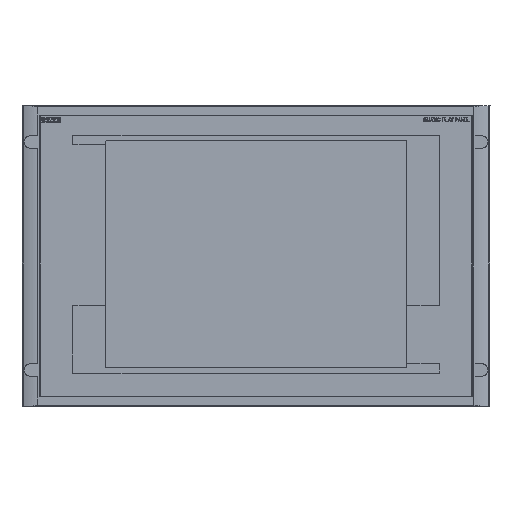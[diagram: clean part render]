
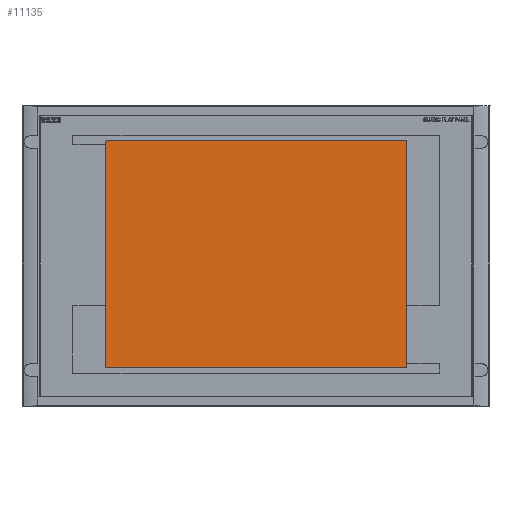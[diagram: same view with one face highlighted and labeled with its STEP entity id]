
A CAD part, top view. The second image highlights one B-rep face of the part: STEP entity #11135.
In plain terms, the highlighted planar face has unit normal (0, 0, 1).
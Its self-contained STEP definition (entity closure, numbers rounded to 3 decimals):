
#8899=PLANE('',#51987);
#11135=ADVANCED_FACE('',(#13368),#8899,.F.);
#13368=FACE_OUTER_BOUND('',#15807,.T.);
#15807=EDGE_LOOP('',(#38979,#38980,#38981,#38982,#38983,#38984,#38985,#38986));
#21513=LINE('',#75703,#27278);
#21520=LINE('',#75727,#27285);
#21530=LINE('',#75828,#27299);
#21531=LINE('',#75837,#27300);
#27278=VECTOR('',#62320,1.);
#27285=VECTOR('',#62329,1.);
#27299=VECTOR('',#62349,1.);
#27300=VECTOR('',#62350,1.);
#38979=ORIENTED_EDGE('',*,*,#49326,.T.);
#38980=ORIENTED_EDGE('',*,*,#49318,.T.);
#38981=ORIENTED_EDGE('',*,*,#49300,.T.);
#38982=ORIENTED_EDGE('',*,*,#49327,.T.);
#38983=ORIENTED_EDGE('',*,*,#49328,.T.);
#38984=ORIENTED_EDGE('',*,*,#49329,.T.);
#38985=ORIENTED_EDGE('',*,*,#49309,.T.);
#38986=ORIENTED_EDGE('',*,*,#49316,.T.);
#43355=VERTEX_POINT('',#75695);
#43359=VERTEX_POINT('',#75702);
#43360=VERTEX_POINT('',#75706);
#43367=VERTEX_POINT('',#75726);
#43373=VERTEX_POINT('',#75747);
#43375=VERTEX_POINT('',#75777);
#43379=VERTEX_POINT('',#75836);
#43380=VERTEX_POINT('',#75838);
#49300=EDGE_CURVE('',#43355,#43359,#21513,.T.);
#49309=EDGE_CURVE('',#43360,#43367,#21520,.T.);
#49316=EDGE_CURVE('',#43367,#43373,#49649,.T.);
#49318=EDGE_CURVE('',#43375,#43355,#49652,.T.);
#49326=EDGE_CURVE('',#43373,#43375,#21530,.T.);
#49327=EDGE_CURVE('',#43359,#43379,#49659,.T.);
#49328=EDGE_CURVE('',#43379,#43380,#21531,.T.);
#49329=EDGE_CURVE('',#43380,#43360,#49660,.T.);
#49649=B_SPLINE_CURVE_WITH_KNOTS('',3,(#75748,#75749,#75750,#75751,#75752,
#75753,#75754),.UNSPECIFIED.,.F.,.F.,(4,1,1,1,4),(0.,0.25,0.5,0.75,1.),
 .UNSPECIFIED.);
#49652=B_SPLINE_CURVE_WITH_KNOTS('',3,(#75770,#75771,#75772,#75773,#75774,
#75775,#75776),.UNSPECIFIED.,.F.,.F.,(4,1,1,1,4),(0.,0.25,0.5,0.75,1.),
 .UNSPECIFIED.);
#49659=B_SPLINE_CURVE_WITH_KNOTS('',3,(#75829,#75830,#75831,#75832,#75833,
#75834,#75835),.UNSPECIFIED.,.F.,.F.,(4,1,1,1,4),(0.,0.25,0.5,0.75,1.),
 .UNSPECIFIED.);
#49660=B_SPLINE_CURVE_WITH_KNOTS('',3,(#75839,#75840,#75841,#75842,#75843,
#75844,#75845),.UNSPECIFIED.,.F.,.F.,(4,1,1,1,4),(0.,0.25,0.5,0.75,1.),
 .UNSPECIFIED.);
#51987=AXIS2_PLACEMENT_3D('',#75846,#62351,#62352);
#62320=DIRECTION('',(1.,0.,0.));
#62329=DIRECTION('',(-1.,0.,0.));
#62349=DIRECTION('',(0.,-1.,0.));
#62350=DIRECTION('',(0.,1.,0.));
#62351=DIRECTION('',(0.,0.,-1.));
#62352=DIRECTION('',(-1.,0.,0.));
#75695=CARTESIAN_POINT('',(-129.3,-114.2,13.7));
#75702=CARTESIAN_POINT('',(179.3,-114.2,13.7));
#75703=CARTESIAN_POINT('',(-129.3,-114.2,13.7));
#75706=CARTESIAN_POINT('',(179.3,119.4,13.7));
#75726=CARTESIAN_POINT('',(-129.3,119.4,13.7));
#75727=CARTESIAN_POINT('',(179.3,119.4,13.7));
#75747=CARTESIAN_POINT('',(-130.3,118.4,13.7));
#75748=CARTESIAN_POINT('',(-129.3,119.4,13.7));
#75749=CARTESIAN_POINT('',(-129.431,119.401,13.7));
#75750=CARTESIAN_POINT('',(-129.692,119.347,13.7));
#75751=CARTESIAN_POINT('',(-130.026,119.126,13.7));
#75752=CARTESIAN_POINT('',(-130.247,118.792,13.7));
#75753=CARTESIAN_POINT('',(-130.301,118.531,13.7));
#75754=CARTESIAN_POINT('',(-130.3,118.4,13.7));
#75770=CARTESIAN_POINT('',(-130.3,-113.2,13.7));
#75771=CARTESIAN_POINT('',(-130.301,-113.331,13.7));
#75772=CARTESIAN_POINT('',(-130.247,-113.592,13.7));
#75773=CARTESIAN_POINT('',(-130.026,-113.926,13.7));
#75774=CARTESIAN_POINT('',(-129.692,-114.147,13.7));
#75775=CARTESIAN_POINT('',(-129.431,-114.201,13.7));
#75776=CARTESIAN_POINT('',(-129.3,-114.2,13.7));
#75777=CARTESIAN_POINT('',(-130.3,-113.2,13.7));
#75828=CARTESIAN_POINT('',(-130.3,118.4,13.7));
#75829=CARTESIAN_POINT('',(179.3,-114.2,13.7));
#75830=CARTESIAN_POINT('',(179.431,-114.201,13.7));
#75831=CARTESIAN_POINT('',(179.692,-114.147,13.7));
#75832=CARTESIAN_POINT('',(180.026,-113.926,13.7));
#75833=CARTESIAN_POINT('',(180.247,-113.592,13.7));
#75834=CARTESIAN_POINT('',(180.301,-113.331,13.7));
#75835=CARTESIAN_POINT('',(180.3,-113.2,13.7));
#75836=CARTESIAN_POINT('',(180.3,-113.2,13.7));
#75837=CARTESIAN_POINT('',(180.3,-113.2,13.7));
#75838=CARTESIAN_POINT('',(180.3,118.4,13.7));
#75839=CARTESIAN_POINT('',(180.3,118.4,13.7));
#75840=CARTESIAN_POINT('',(180.301,118.531,13.7));
#75841=CARTESIAN_POINT('',(180.247,118.792,13.7));
#75842=CARTESIAN_POINT('',(180.026,119.126,13.7));
#75843=CARTESIAN_POINT('',(179.692,119.347,13.7));
#75844=CARTESIAN_POINT('',(179.431,119.401,13.7));
#75845=CARTESIAN_POINT('',(179.3,119.4,13.7));
#75846=CARTESIAN_POINT('',(-130.007,-113.907,13.7));
